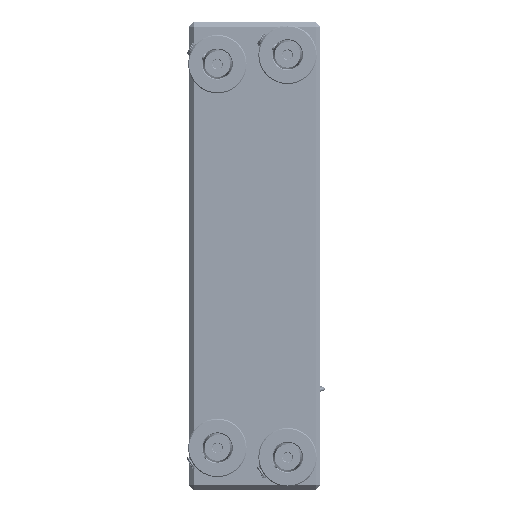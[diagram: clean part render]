
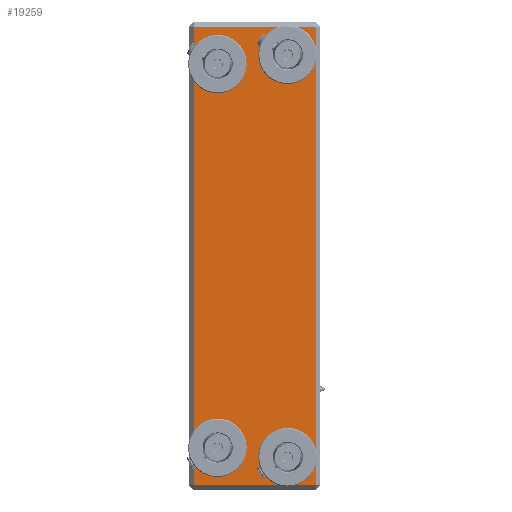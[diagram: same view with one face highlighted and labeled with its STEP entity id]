
A CAD part, left-side view. The second image highlights one B-rep face of the part: STEP entity #19259.
In plain terms, the highlighted planar face has unit normal (-1, 0, 0).
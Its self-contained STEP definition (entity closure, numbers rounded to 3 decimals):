
#2150=FACE_BOUND('',#3631,.T.);
#2151=FACE_BOUND('',#3632,.T.);
#2508=FACE_OUTER_BOUND('',#3630,.T.);
#3630=EDGE_LOOP('',(#14001,#14002,#14003,#14004,#14005,#14006,#14007,#14008,
#14009,#14010));
#3631=EDGE_LOOP('',(#14011));
#3632=EDGE_LOOP('',(#14012));
#4930=LINE('',#28204,#5971);
#4931=LINE('',#28206,#5972);
#4932=LINE('',#28208,#5973);
#4933=LINE('',#28210,#5974);
#4934=LINE('',#28212,#5975);
#4935=LINE('',#28217,#5976);
#5971=VECTOR('',#23477,10.);
#5972=VECTOR('',#23478,10.);
#5973=VECTOR('',#23479,10.);
#5974=VECTOR('',#23480,10.);
#5975=VECTOR('',#23481,10.);
#5976=VECTOR('',#23486,10.);
#6769=CIRCLE('',#20620,5.25);
#6770=CIRCLE('',#20621,5.25);
#6771=CIRCLE('',#20622,5.25);
#6772=CIRCLE('',#20623,5.25);
#6773=CIRCLE('',#20624,5.25);
#6774=CIRCLE('',#20625,5.25);
#7750=VERTEX_POINT('',#28198);
#7751=VERTEX_POINT('',#28199);
#7752=VERTEX_POINT('',#28201);
#7753=VERTEX_POINT('',#28203);
#7754=VERTEX_POINT('',#28205);
#7755=VERTEX_POINT('',#28207);
#7756=VERTEX_POINT('',#28209);
#7757=VERTEX_POINT('',#28211);
#7758=VERTEX_POINT('',#28213);
#7759=VERTEX_POINT('',#28215);
#7760=VERTEX_POINT('',#28218);
#7761=VERTEX_POINT('',#28220);
#10188=EDGE_CURVE('',#7750,#7751,#6769,.T.);
#10189=EDGE_CURVE('',#7751,#7752,#6770,.T.);
#10190=EDGE_CURVE('',#7753,#7752,#4930,.T.);
#10191=EDGE_CURVE('',#7754,#7753,#4931,.T.);
#10192=EDGE_CURVE('',#7755,#7754,#4932,.T.);
#10193=EDGE_CURVE('',#7756,#7755,#4933,.T.);
#10194=EDGE_CURVE('',#7757,#7756,#4934,.T.);
#10195=EDGE_CURVE('',#7757,#7758,#6771,.T.);
#10196=EDGE_CURVE('',#7758,#7759,#6772,.T.);
#10197=EDGE_CURVE('',#7750,#7759,#4935,.T.);
#10198=EDGE_CURVE('',#7760,#7760,#6773,.T.);
#10199=EDGE_CURVE('',#7761,#7761,#6774,.T.);
#14001=ORIENTED_EDGE('',*,*,#10188,.T.);
#14002=ORIENTED_EDGE('',*,*,#10189,.T.);
#14003=ORIENTED_EDGE('',*,*,#10190,.F.);
#14004=ORIENTED_EDGE('',*,*,#10191,.F.);
#14005=ORIENTED_EDGE('',*,*,#10192,.F.);
#14006=ORIENTED_EDGE('',*,*,#10193,.F.);
#14007=ORIENTED_EDGE('',*,*,#10194,.F.);
#14008=ORIENTED_EDGE('',*,*,#10195,.T.);
#14009=ORIENTED_EDGE('',*,*,#10196,.T.);
#14010=ORIENTED_EDGE('',*,*,#10197,.F.);
#14011=ORIENTED_EDGE('',*,*,#10198,.T.);
#14012=ORIENTED_EDGE('',*,*,#10199,.T.);
#18762=PLANE('',#20619);
#19259=ADVANCED_FACE('',(#2508,#2150,#2151),#18762,.T.);
#20619=AXIS2_PLACEMENT_3D('',#28197,#23471,#23472);
#20620=AXIS2_PLACEMENT_3D('',#28200,#23473,#23474);
#20621=AXIS2_PLACEMENT_3D('',#28202,#23475,#23476);
#20622=AXIS2_PLACEMENT_3D('',#28214,#23482,#23483);
#20623=AXIS2_PLACEMENT_3D('',#28216,#23484,#23485);
#20624=AXIS2_PLACEMENT_3D('',#28219,#23487,#23488);
#20625=AXIS2_PLACEMENT_3D('',#28221,#23489,#23490);
#23471=DIRECTION('center_axis',(-1.,0.,0.));
#23472=DIRECTION('ref_axis',(0.,0.,1.));
#23473=DIRECTION('center_axis',(1.,0.,0.));
#23474=DIRECTION('ref_axis',(0.,0.,1.));
#23475=DIRECTION('center_axis',(1.,0.,0.));
#23476=DIRECTION('ref_axis',(0.,0.,1.));
#23477=DIRECTION('',(0.,0.,1.));
#23478=DIRECTION('',(0.,1.,0.));
#23479=DIRECTION('',(0.,0.,-1.));
#23480=DIRECTION('',(0.,-1.,0.));
#23481=DIRECTION('',(0.,0.,1.));
#23482=DIRECTION('center_axis',(1.,0.,0.));
#23483=DIRECTION('ref_axis',(0.,0.,1.));
#23484=DIRECTION('center_axis',(1.,0.,0.));
#23485=DIRECTION('ref_axis',(0.,0.,1.));
#23486=DIRECTION('',(0.,0.,1.));
#23487=DIRECTION('center_axis',(1.,0.,0.));
#23488=DIRECTION('ref_axis',(0.,0.,1.));
#23489=DIRECTION('center_axis',(1.,0.,0.));
#23490=DIRECTION('ref_axis',(0.,0.,1.));
#28197=CARTESIAN_POINT('Origin',(-82.187,3.241,41.418));
#28198=CARTESIAN_POINT('',(-82.187,15.241,2.019));
#28199=CARTESIAN_POINT('',(-82.187,10.241,-4.832));
#28200=CARTESIAN_POINT('Origin',(-82.187,10.241,0.418));
#28201=CARTESIAN_POINT('',(-82.187,15.241,-1.182));
#28202=CARTESIAN_POINT('Origin',(-82.187,10.241,0.418));
#28203=CARTESIAN_POINT('',(-82.187,15.241,-7.582));
#28204=CARTESIAN_POINT('',(-82.187,15.241,66.418));
#28205=CARTESIAN_POINT('',(-82.187,-10.759,-7.582));
#28206=CARTESIAN_POINT('',(-82.187,10.741,-7.582));
#28207=CARTESIAN_POINT('',(-82.187,-10.759,90.418));
#28208=CARTESIAN_POINT('',(-82.187,-10.759,16.418));
#28209=CARTESIAN_POINT('',(-82.187,15.241,90.418));
#28210=CARTESIAN_POINT('',(-82.187,-4.259,90.418));
#28211=CARTESIAN_POINT('',(-82.187,15.241,84.019));
#28212=CARTESIAN_POINT('',(-82.187,15.241,66.418));
#28213=CARTESIAN_POINT('',(-82.187,10.241,77.168));
#28214=CARTESIAN_POINT('Origin',(-82.187,10.241,82.418));
#28215=CARTESIAN_POINT('',(-82.187,15.241,80.818));
#28216=CARTESIAN_POINT('Origin',(-82.187,10.241,82.418));
#28217=CARTESIAN_POINT('',(-82.187,15.241,66.418));
#28218=CARTESIAN_POINT('',(-82.187,-4.759,79.168));
#28219=CARTESIAN_POINT('Origin',(-82.187,-4.759,84.418));
#28220=CARTESIAN_POINT('',(-82.187,-4.759,-6.832));
#28221=CARTESIAN_POINT('Origin',(-82.187,-4.759,-1.582));
